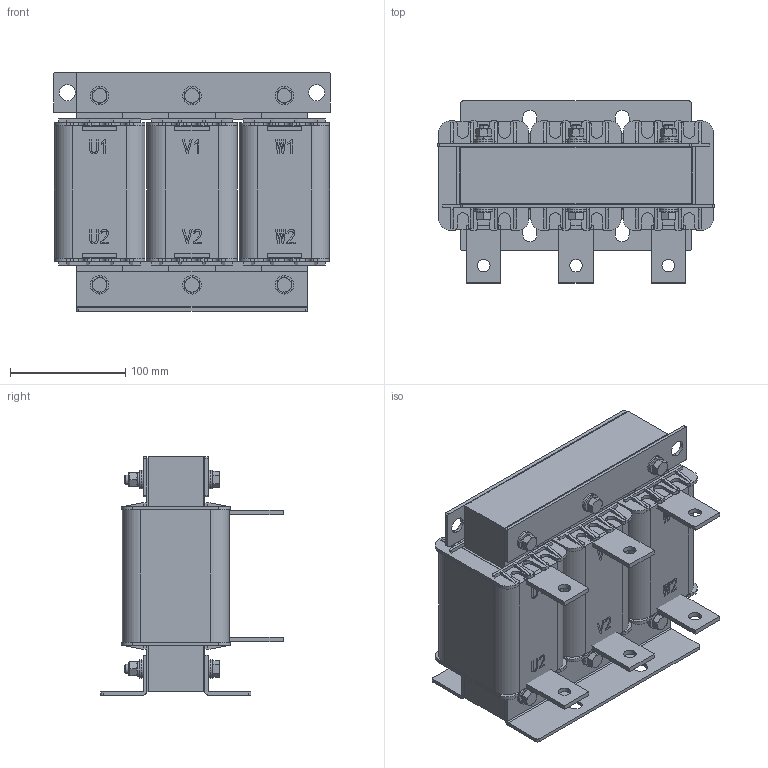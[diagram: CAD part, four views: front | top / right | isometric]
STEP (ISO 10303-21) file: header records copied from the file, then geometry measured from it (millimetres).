
FILE_DESCRIPTION (( 'STEP AP214' ), '1' );
FILE_NAME ('SKS-OCL-0120-AL／4-1-A0 (45kW) .STEP', '2023-12-13T08:26:26', ( 'Windows 用户' ), ( 'Microsoft' ), 'SwSTEP 2.0', 'SolidWorks 2017', '' );
FILE_SCHEMA (( 'AUTOMOTIVE_DESIGN' ));
Length unit declared in the file: millimetre
Products named in the file (1): SKS-OCL-0120-AL／4-1-A0 (45kW) 
Bounding box: 240 x 158 x 207 mm (x, y, z)
Volume: 3518661.7 mm3; surface area: 839899.2 mm2
Topology: 85 solids, 85 shells, 1531 faces, 3915 edges, 2572 vertices
Faces by surface type: plane 990, cylinder 404, cone 114, bspline 23
Entity records: 57445 total; most frequent: CARTESIAN_POINT 11042, ORIENTED_EDGE 7830, DIRECTION 7665, EDGE_CURVE 3915, VECTOR 2707, LINE 2707, VERTEX_POINT 2572, AXIS2_PLACEMENT_3D 2479
